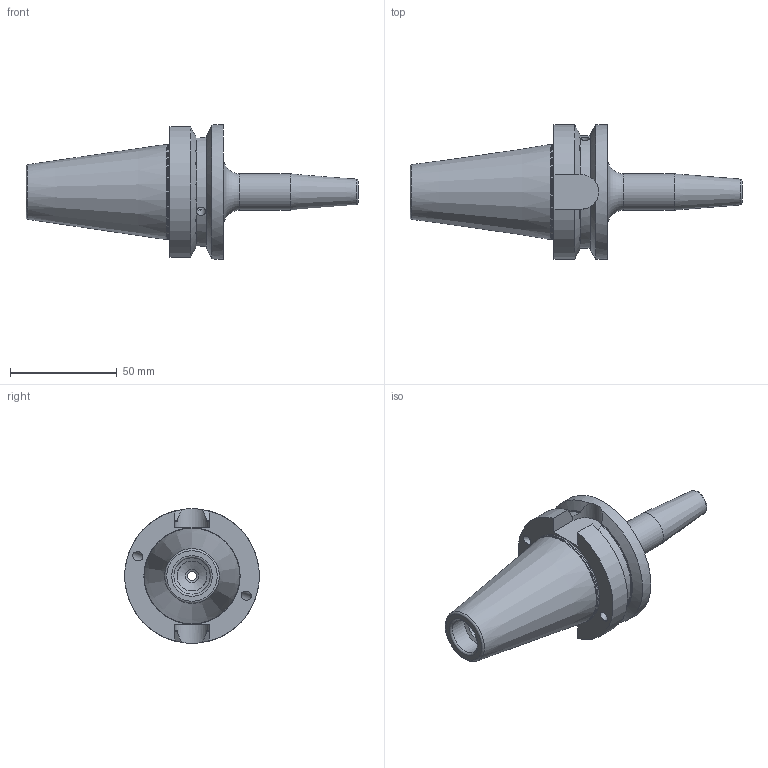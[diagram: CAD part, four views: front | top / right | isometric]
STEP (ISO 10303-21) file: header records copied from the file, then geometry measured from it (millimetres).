
FILE_DESCRIPTION((''),'2;1');
FILE_NAME('754021-14.stp','2014-03-24T15:29:14',('SCHUESSLER'),(''),'Autodesk Inventor 2012','Autodesk Inventor 2012','');
FILE_SCHEMA(('AUTOMOTIVE_DESIGN { 1 0 10303 214 1 1 1 1 }'));
Length unit declared in the file: millimetre
Products named in the file (1): 754021-14
Bounding box: 155.4 x 63 x 63 mm (x, y, z)
Volume: 130765.4 mm3; surface area: 27339.4 mm2
Topology: 1 solids, 1 shells, 53 faces, 140 edges, 89 vertices
Faces by surface type: cylinder 17, plane 14, torus 11, cone 11
Full cylindrical faces by diameter (mm): 4 x1, 4.2 x4, 6 x1, 14 x1, 17 x2, 44.25 x1, 63 x1
Entity records: 1706 total; most frequent: CARTESIAN_POINT 516, DIRECTION 238, ORIENTED_EDGE 212, EDGE_CURVE 106, AXIS2_PLACEMENT_3D 104, EDGE_LOOP 90, VERTEX_POINT 82, FACE_OUTER_BOUND 53
